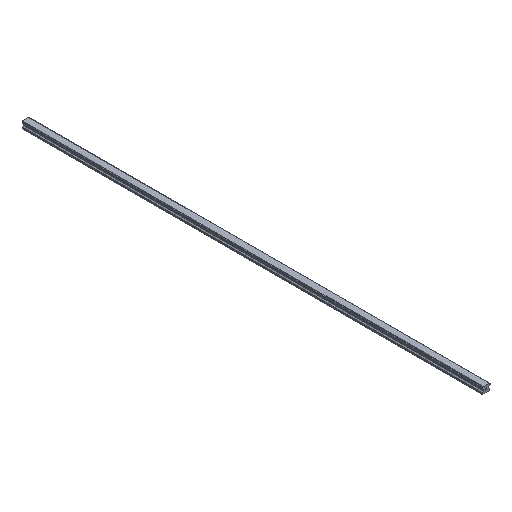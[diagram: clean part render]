
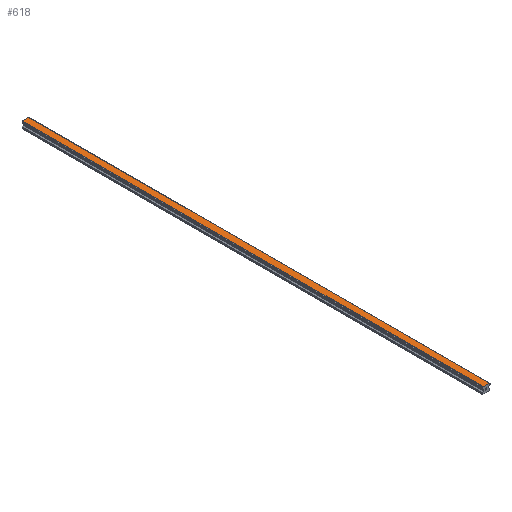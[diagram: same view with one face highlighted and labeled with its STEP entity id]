
A CAD part, isometric view. The second image highlights one B-rep face of the part: STEP entity #618.
In plain terms, the highlighted planar face has unit normal (0, 0, 1).
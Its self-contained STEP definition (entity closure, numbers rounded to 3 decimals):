
#618=ADVANCED_FACE('',(#1259),#1260,.T.);
#1259=FACE_OUTER_BOUND('',#1941,.T.);
#1260=PLANE('',#1942);
#1941=EDGE_LOOP('',(#3702,#3703,#3704,#3705));
#1942=AXIS2_PLACEMENT_3D('',#3706,#3707,#3708);
#3702=ORIENTED_EDGE('',*,*,#4478,.T.);
#3703=ORIENTED_EDGE('',*,*,#4652,.F.);
#3704=ORIENTED_EDGE('',*,*,#4340,.T.);
#3705=ORIENTED_EDGE('',*,*,#4650,.T.);
#3706=CARTESIAN_POINT('',(0.,2010.0,29.));
#3707=DIRECTION('',(0.0,0.0,1.0));
#3708=DIRECTION('',(-1.0,0.0,0.0));
#4340=EDGE_CURVE('',#5310,#5308,#5311,.T.);
#4478=EDGE_CURVE('',#5541,#5539,#5542,.T.);
#4650=EDGE_CURVE('',#5308,#5541,#5736,.T.);
#4652=EDGE_CURVE('',#5310,#5539,#5738,.T.);
#5308=VERTEX_POINT('',#6621);
#5310=VERTEX_POINT('',#6624);
#5311=LINE('',#6625,#6626);
#5539=VERTEX_POINT('',#6944);
#5541=VERTEX_POINT('',#6947);
#5542=LINE('',#6948,#6949);
#5736=LINE('',#7179,#7180);
#5738=LINE('',#7182,#7183);
#6621=CARTESIAN_POINT('',(-13.251,2010.0,29.));
#6624=CARTESIAN_POINT('',(13.251,2010.0,29.));
#6625=CARTESIAN_POINT('',(13.251,2010.0,29.));
#6626=VECTOR('',#7669,1.0);
#6944=CARTESIAN_POINT('',(13.251,0.0,29.));
#6947=CARTESIAN_POINT('',(-13.251,0.0,29.));
#6948=CARTESIAN_POINT('',(13.251,0.0,29.));
#6949=VECTOR('',#7827,1.0);
#7179=CARTESIAN_POINT('',(-13.251,2010.0,29.));
#7180=VECTOR('',#8047,1.0);
#7182=CARTESIAN_POINT('',(13.251,2010.0,29.));
#7183=VECTOR('',#8048,1.0);
#7669=DIRECTION('',(-1.0,0.0,0.0));
#7827=DIRECTION('',(1.0,0.0,0.0));
#8047=DIRECTION('',(0.0,-1.0,0.0));
#8048=DIRECTION('',(0.0,-1.0,0.0));
